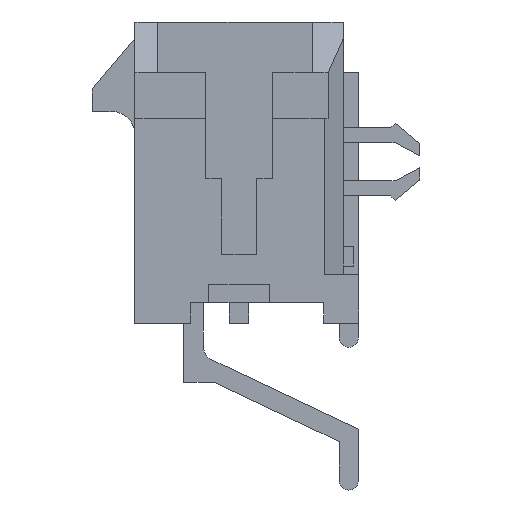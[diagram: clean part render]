
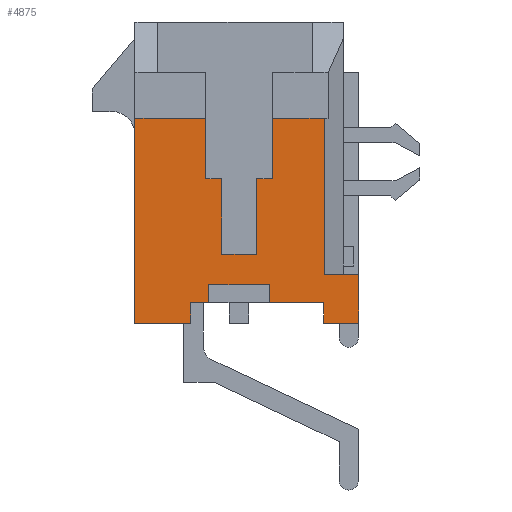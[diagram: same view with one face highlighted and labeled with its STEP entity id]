
A CAD part, left-side view. The second image highlights one B-rep face of the part: STEP entity #4875.
In plain terms, the highlighted planar face has unit normal (-1, 0, 0).
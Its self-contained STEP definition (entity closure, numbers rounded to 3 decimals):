
#1342=DIRECTION('',(0.,0.,-1.));
#1343=VECTOR('',#1342,1.98);
#1344=CARTESIAN_POINT('',(-3.575,-1.1,1.785));
#1345=LINE('',#1344,#1343);
#1346=DIRECTION('',(0.,1.,0.));
#1347=VECTOR('',#1346,1.698);
#1348=CARTESIAN_POINT('',(-3.575,-2.798,1.785));
#1349=LINE('',#1348,#1347);
#1350=DIRECTION('',(0.,0.,-1.));
#1351=VECTOR('',#1350,5.14);
#1352=CARTESIAN_POINT('',(-3.575,-2.798,1.785));
#1353=LINE('',#1352,#1351);
#1354=DIRECTION('',(0.,1.,0.));
#1355=VECTOR('',#1354,1.142);
#1356=CARTESIAN_POINT('',(-3.575,-3.94,-3.355));
#1357=LINE('',#1356,#1355);
#1358=DIRECTION('',(0.,0.,1.));
#1359=VECTOR('',#1358,1.6);
#1360=CARTESIAN_POINT('',(-3.575,-3.94,-4.955));
#1361=LINE('',#1360,#1359);
#1362=DIRECTION('',(0.,-1.,0.));
#1363=VECTOR('',#1362,1.16);
#1364=CARTESIAN_POINT('',(-3.575,-2.78,-4.955));
#1365=LINE('',#1364,#1363);
#1366=DIRECTION('',(0.,0.,-1.));
#1367=VECTOR('',#1366,0.67);
#1368=CARTESIAN_POINT('',(-3.575,-2.78,-4.285));
#1369=LINE('',#1368,#1367);
#1370=DIRECTION('',(0.,-1.,0.));
#1371=VECTOR('',#1370,1.78);
#1372=CARTESIAN_POINT('',(-3.575,-1.,-4.285));
#1373=LINE('',#1372,#1371);
#1374=DIRECTION('',(0.,0.,-1.));
#1375=VECTOR('',#1374,0.6);
#1376=CARTESIAN_POINT('',(-3.575,-1.,-3.685));
#1377=LINE('',#1376,#1375);
#1378=DIRECTION('',(0.,-1.,0.));
#1379=VECTOR('',#1378,2.);
#1380=CARTESIAN_POINT('',(-3.575,1.,-3.685));
#1381=LINE('',#1380,#1379);
#1382=DIRECTION('',(0.,0.,1.));
#1383=VECTOR('',#1382,0.6);
#1384=CARTESIAN_POINT('',(-3.575,1.,-4.285));
#1385=LINE('',#1384,#1383);
#1386=DIRECTION('',(0.,-1.,0.));
#1387=VECTOR('',#1386,0.6);
#1388=CARTESIAN_POINT('',(-3.575,1.6,-4.285));
#1389=LINE('',#1388,#1387);
#1390=DIRECTION('',(0.,0.,1.));
#1391=VECTOR('',#1390,0.67);
#1392=CARTESIAN_POINT('',(-3.575,1.6,-4.955));
#1393=LINE('',#1392,#1391);
#1394=DIRECTION('',(0.,-1.,0.));
#1395=VECTOR('',#1394,1.83);
#1396=CARTESIAN_POINT('',(-3.575,3.43,-4.955));
#1397=LINE('',#1396,#1395);
#1398=DIRECTION('',(0.,0.,-1.));
#1399=VECTOR('',#1398,6.74);
#1400=CARTESIAN_POINT('',(-3.575,3.43,1.785));
#1401=LINE('',#1400,#1399);
#1402=DIRECTION('',(0.,1.,0.));
#1403=VECTOR('',#1402,2.33);
#1404=CARTESIAN_POINT('',(-3.575,1.1,1.785));
#1405=LINE('',#1404,#1403);
#1406=DIRECTION('',(0.,0.,-1.));
#1407=VECTOR('',#1406,1.98);
#1408=CARTESIAN_POINT('',(-3.575,1.1,1.785));
#1409=LINE('',#1408,#1407);
#1410=DIRECTION('',(0.,1.,0.));
#1411=VECTOR('',#1410,0.525);
#1412=CARTESIAN_POINT('',(-3.575,0.575,-0.195));
#1413=LINE('',#1412,#1411);
#1414=DIRECTION('',(0.,0.,1.));
#1415=VECTOR('',#1414,2.5);
#1416=CARTESIAN_POINT('',(-3.575,0.575,-2.695));
#1417=LINE('',#1416,#1415);
#1418=DIRECTION('',(0.,1.,0.));
#1419=VECTOR('',#1418,1.15);
#1420=CARTESIAN_POINT('',(-3.575,-0.575,-2.695));
#1421=LINE('',#1420,#1419);
#1422=DIRECTION('',(0.,0.,-1.));
#1423=VECTOR('',#1422,2.5);
#1424=CARTESIAN_POINT('',(-3.575,-0.575,-0.195));
#1425=LINE('',#1424,#1423);
#1426=DIRECTION('',(0.,1.,0.));
#1427=VECTOR('',#1426,0.525);
#1428=CARTESIAN_POINT('',(-3.575,-1.1,-0.195));
#1429=LINE('',#1428,#1427);
#2397=CARTESIAN_POINT('',(-3.575,1.,-4.285));
#2398=VERTEX_POINT('',#2397);
#2399=CARTESIAN_POINT('',(-3.575,-1.,-4.285));
#2400=VERTEX_POINT('',#2399);
#2401=CARTESIAN_POINT('',(-3.575,1.,-3.685));
#2402=VERTEX_POINT('',#2401);
#2403=CARTESIAN_POINT('',(-3.575,-1.,-3.685));
#2404=VERTEX_POINT('',#2403);
#2453=CARTESIAN_POINT('',(-3.575,-1.1,-0.195));
#2454=VERTEX_POINT('',#2453);
#2455=CARTESIAN_POINT('',(-3.575,-0.575,-0.195));
#2456=VERTEX_POINT('',#2455);
#2457=CARTESIAN_POINT('',(-3.575,0.575,-0.195));
#2458=VERTEX_POINT('',#2457);
#2459=CARTESIAN_POINT('',(-3.575,1.1,-0.195));
#2460=VERTEX_POINT('',#2459);
#2593=CARTESIAN_POINT('',(-3.575,-0.575,-2.695));
#2594=VERTEX_POINT('',#2593);
#2595=CARTESIAN_POINT('',(-3.575,0.575,-2.695));
#2596=VERTEX_POINT('',#2595);
#2819=CARTESIAN_POINT('',(-3.575,-2.78,-4.285));
#2820=CARTESIAN_POINT('',(-3.575,-2.78,-4.955));
#2821=VERTEX_POINT('',#2819);
#2822=VERTEX_POINT('',#2820);
#2823=CARTESIAN_POINT('',(-3.575,-3.94,-4.955));
#2824=VERTEX_POINT('',#2823);
#2825=CARTESIAN_POINT('',(-3.575,3.43,1.785));
#2826=CARTESIAN_POINT('',(-3.575,3.43,-4.955));
#2827=VERTEX_POINT('',#2825);
#2828=VERTEX_POINT('',#2826);
#2829=CARTESIAN_POINT('',(-3.575,1.6,-4.955));
#2830=VERTEX_POINT('',#2829);
#2831=CARTESIAN_POINT('',(-3.575,1.6,-4.285));
#2832=VERTEX_POINT('',#2831);
#2839=CARTESIAN_POINT('',(-3.575,-1.1,1.785));
#2840=VERTEX_POINT('',#2839);
#2841=CARTESIAN_POINT('',(-3.575,1.1,1.785));
#2842=VERTEX_POINT('',#2841);
#2851=CARTESIAN_POINT('',(-3.575,-2.798,-3.355));
#2852=VERTEX_POINT('',#2851);
#2857=CARTESIAN_POINT('',(-3.575,-3.94,-3.355));
#2858=VERTEX_POINT('',#2857);
#2859=CARTESIAN_POINT('',(-3.575,-2.798,1.785));
#2860=VERTEX_POINT('',#2859);
#4830=CARTESIAN_POINT('',(-3.575,0.,0.));
#4831=DIRECTION('',(-1.,0.,0.));
#4832=DIRECTION('',(0.,1.,0.));
#4833=AXIS2_PLACEMENT_3D('',#4830,#4831,#4832);
#4834=PLANE('',#4833);
#4836=ORIENTED_EDGE('',*,*,#4835,.F.);
#4838=ORIENTED_EDGE('',*,*,#4837,.F.);
#4839=ORIENTED_EDGE('',*,*,#3733,.T.);
#4841=ORIENTED_EDGE('',*,*,#4840,.F.);
#4843=ORIENTED_EDGE('',*,*,#4842,.F.);
#4845=ORIENTED_EDGE('',*,*,#4844,.F.);
#4847=ORIENTED_EDGE('',*,*,#4846,.F.);
#4849=ORIENTED_EDGE('',*,*,#4848,.F.);
#4851=ORIENTED_EDGE('',*,*,#4850,.F.);
#4853=ORIENTED_EDGE('',*,*,#4852,.F.);
#4855=ORIENTED_EDGE('',*,*,#4854,.F.);
#4857=ORIENTED_EDGE('',*,*,#4856,.F.);
#4859=ORIENTED_EDGE('',*,*,#4858,.F.);
#4860=ORIENTED_EDGE('',*,*,#3285,.F.);
#4861=ORIENTED_EDGE('',*,*,#3374,.F.);
#4863=ORIENTED_EDGE('',*,*,#4862,.F.);
#4865=ORIENTED_EDGE('',*,*,#4864,.T.);
#4867=ORIENTED_EDGE('',*,*,#4866,.F.);
#4868=ORIENTED_EDGE('',*,*,#4823,.F.);
#4869=ORIENTED_EDGE('',*,*,#4710,.F.);
#4870=ORIENTED_EDGE('',*,*,#4781,.F.);
#4872=ORIENTED_EDGE('',*,*,#4871,.F.);
#4873=EDGE_LOOP('',(#4836,#4838,#4839,#4841,#4843,#4845,#4847,#4849,#4851,#4853,
#4855,#4857,#4859,#4860,#4861,#4863,#4865,#4867,#4868,#4869,#4870,#4872));
#4874=FACE_OUTER_BOUND('',#4873,.F.);
#4875=ADVANCED_FACE('',(#4874),#4834,.T.);
#3285=EDGE_CURVE('',#2828,#2830,#1397,.T.);
#3374=EDGE_CURVE('',#2827,#2828,#1401,.T.);
#3733=EDGE_CURVE('',#2860,#2852,#1353,.T.);
#4710=EDGE_CURVE('',#2594,#2596,#1421,.T.);
#4781=EDGE_CURVE('',#2456,#2594,#1425,.T.);
#4823=EDGE_CURVE('',#2596,#2458,#1417,.T.);
#4835=EDGE_CURVE('',#2840,#2454,#1345,.T.);
#4837=EDGE_CURVE('',#2860,#2840,#1349,.T.);
#4840=EDGE_CURVE('',#2858,#2852,#1357,.T.);
#4842=EDGE_CURVE('',#2824,#2858,#1361,.T.);
#4844=EDGE_CURVE('',#2822,#2824,#1365,.T.);
#4846=EDGE_CURVE('',#2821,#2822,#1369,.T.);
#4848=EDGE_CURVE('',#2400,#2821,#1373,.T.);
#4850=EDGE_CURVE('',#2404,#2400,#1377,.T.);
#4852=EDGE_CURVE('',#2402,#2404,#1381,.T.);
#4854=EDGE_CURVE('',#2398,#2402,#1385,.T.);
#4856=EDGE_CURVE('',#2832,#2398,#1389,.T.);
#4858=EDGE_CURVE('',#2830,#2832,#1393,.T.);
#4862=EDGE_CURVE('',#2842,#2827,#1405,.T.);
#4864=EDGE_CURVE('',#2842,#2460,#1409,.T.);
#4866=EDGE_CURVE('',#2458,#2460,#1413,.T.);
#4871=EDGE_CURVE('',#2454,#2456,#1429,.T.);
